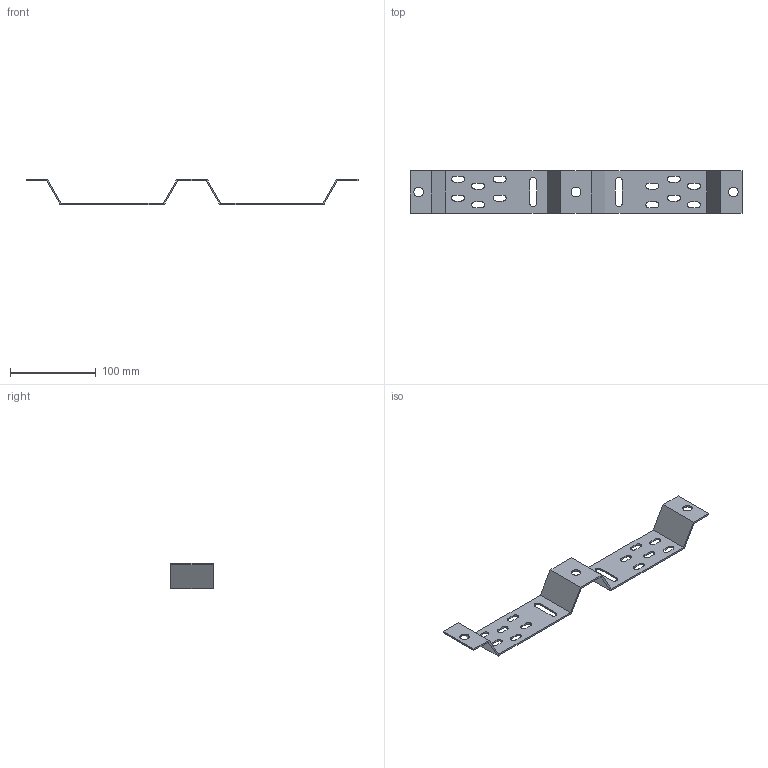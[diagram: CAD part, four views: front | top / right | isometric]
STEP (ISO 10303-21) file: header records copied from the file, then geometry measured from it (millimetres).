
FILE_DESCRIPTION (( 'STEP AP203' ), '1' );
FILE_NAME ('CLW10-SNP-400_Ñòîéêà íàñòåííàÿ ÑÍÏ400.STEP', '2016-03-15T14:26:28', ( '' ), ( '' ), 'SwSTEP 2.0', 'SolidWorks 2014', '' );
FILE_SCHEMA (( 'CONFIG_CONTROL_DESIGN' ));
Length unit declared in the file: millimetre
Products named in the file (1): CLW10-SNP-400_Ñòîéêà íàñòåííàÿ ÑÍÏ400
Bounding box: 387 x 50 x 30 mm (x, y, z)
Volume: 41295.4 mm3; surface area: 44729.7 mm2
Topology: 1 solids, 1 shells, 113 faces, 301 edges, 190 vertices
Faces by surface type: plane 82, cylinder 31
Full cylindrical faces by diameter (mm): 11 x3
Entity records: 3591 total; most frequent: CARTESIAN_POINT 602, ORIENTED_EDGE 596, DIRECTION 588, EDGE_CURVE 298, LINE 236, VECTOR 236, VERTEX_POINT 190, AXIS2_PLACEMENT_3D 176
